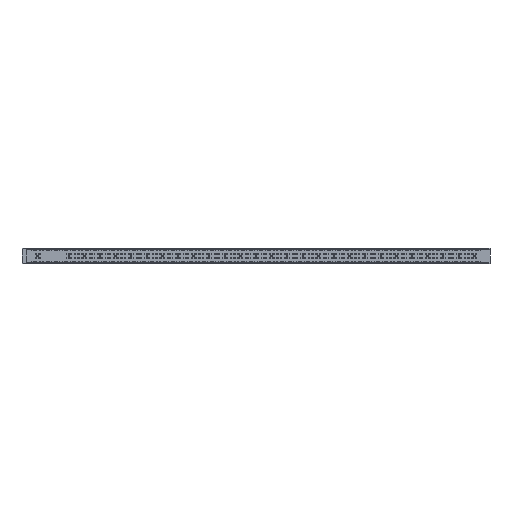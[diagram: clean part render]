
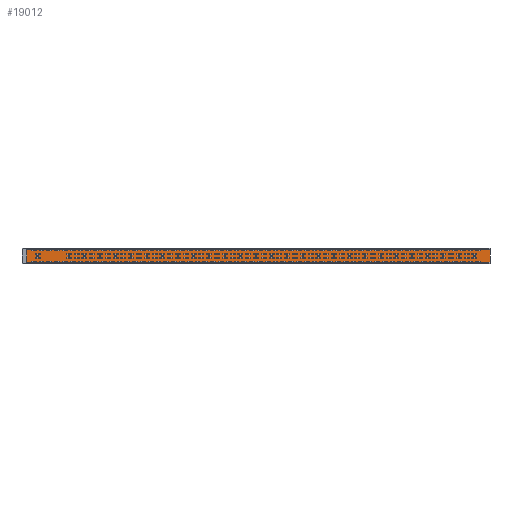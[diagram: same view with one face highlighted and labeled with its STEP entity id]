
A CAD part, top view. The second image highlights one B-rep face of the part: STEP entity #19012.
In plain terms, the highlighted planar face has unit normal (0, 0, 1).
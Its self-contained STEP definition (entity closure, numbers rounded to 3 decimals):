
#3846=FACE_OUTER_BOUND('',#4695,.T.);
#4695=EDGE_LOOP('',(#14826,#14827,#14828,#14829));
#5548=LINE('',#28609,#7124);
#5549=LINE('',#28611,#7125);
#5550=LINE('',#28613,#7126);
#5551=LINE('',#28614,#7127);
#7124=VECTOR('',#22255,1.);
#7125=VECTOR('',#22256,1.);
#7126=VECTOR('',#22257,1.);
#7127=VECTOR('',#22258,1.);
#8700=VERTEX_POINT('',#28607);
#8701=VERTEX_POINT('',#28608);
#8702=VERTEX_POINT('',#28610);
#8703=VERTEX_POINT('',#28612);
#11711=EDGE_CURVE('',#8700,#8701,#5548,.T.);
#11712=EDGE_CURVE('',#8700,#8702,#5549,.T.);
#11713=EDGE_CURVE('',#8702,#8703,#5550,.F.);
#11714=EDGE_CURVE('',#8701,#8703,#5551,.T.);
#14826=ORIENTED_EDGE('',*,*,#11711,.F.);
#14827=ORIENTED_EDGE('',*,*,#11712,.T.);
#14828=ORIENTED_EDGE('',*,*,#11713,.T.);
#14829=ORIENTED_EDGE('',*,*,#11714,.F.);
#18221=PLANE('',#19863);
#19012=ADVANCED_FACE('',(#3846),#18221,.T.);
#19863=AXIS2_PLACEMENT_3D('',#28606,#22253,#22254);
#22253=DIRECTION('center_axis',(0.,0.,1.));
#22254=DIRECTION('ref_axis',(1.,0.,0.));
#22255=DIRECTION('',(-1.,0.,0.));
#22256=DIRECTION('',(0.,1.,0.));
#22257=DIRECTION('',(1.,0.,0.));
#22258=DIRECTION('',(0.,1.,0.));
#28606=CARTESIAN_POINT('Origin',(1514.95,47.771,-0.5));
#28607=CARTESIAN_POINT('',(3029.95,0.371,-0.5));
#28608=CARTESIAN_POINT('',(30.94,0.371,-0.5));
#28609=CARTESIAN_POINT('',(30.945,0.371,-0.5));
#28610=CARTESIAN_POINT('',(3029.95,95.171,-0.5));
#28611=CARTESIAN_POINT('',(3029.95,47.771,-0.5));
#28612=CARTESIAN_POINT('',(30.94,95.171,-0.5));
#28613=CARTESIAN_POINT('',(30.945,95.171,-0.5));
#28614=CARTESIAN_POINT('',(30.94,47.771,-0.5));
